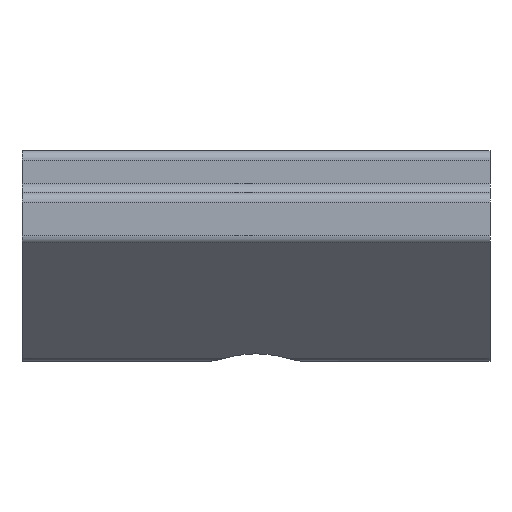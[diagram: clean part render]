
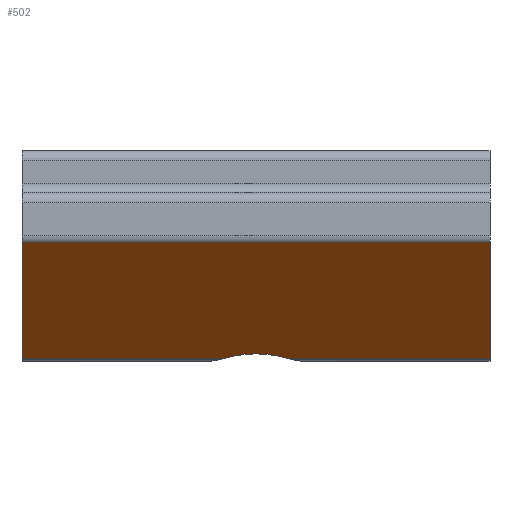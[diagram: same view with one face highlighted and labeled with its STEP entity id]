
A CAD part, left-side view. The second image highlights one B-rep face of the part: STEP entity #502.
In plain terms, the highlighted planar face has unit normal (-0.707, 0, -0.707).
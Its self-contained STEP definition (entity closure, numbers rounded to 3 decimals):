
#4 = DIRECTION ( 'NONE',  ( 0.707, 0., 0.707 ) ) ;
#6 = VERTEX_POINT ( 'NONE', #864 ) ;
#57 = CARTESIAN_POINT ( 'NONE',  ( -2.459, 0., -3.442 ) ) ;
#59 = CARTESIAN_POINT ( 'NONE',  ( -4.841, -5., -1.059 ) ) ;
#62 = VERTEX_POINT ( 'NONE', #668 ) ;
#69 = VECTOR ( 'NONE', #681, 1000. ) ;
#86 = VECTOR ( 'NONE', #621, 1000. ) ;
#146 = CARTESIAN_POINT ( 'NONE',  ( -2.459, 0., -3.442 ) ) ;
#158 = VECTOR ( 'NONE', #190, 1000. ) ;
#190 = DIRECTION ( 'NONE',  ( -0.707, 0., 0.707 ) ) ;
#195 = ORIENTED_EDGE ( 'NONE', *, *, #1318, .F. ) ;
#226 = CARTESIAN_POINT ( 'NONE',  ( -2.425, -0.468, -3.475 ) ) ;
#279 = ORIENTED_EDGE ( 'NONE', *, *, #823, .T. ) ;
#306 = EDGE_LOOP ( 'NONE', ( #501, #195, #279, #1445, #862, #900, #583 ) ) ;
#357 = CARTESIAN_POINT ( 'NONE',  ( -2.459, 0.235, -3.442 ) ) ;
#381 = AXIS2_PLACEMENT_3D ( 'NONE', #1455, #4, #667 ) ;
#392 = LINE ( 'NONE', #833, #86 ) ;
#431 =( BOUNDED_CURVE ( )  B_SPLINE_CURVE ( 3, ( #1038, #357, #1157, #476 ),
 .UNSPECIFIED., .F., .T. ) 
 B_SPLINE_CURVE_WITH_KNOTS ( ( 4, 4 ),
 ( 0., 0.286 ),
 .UNSPECIFIED. ) 
 CURVE ( )  GEOMETRIC_REPRESENTATION_ITEM ( )  RATIONAL_B_SPLINE_CURVE ( ( 1., 0.993, 0.993, 1. ) ) 
 REPRESENTATION_ITEM ( '' )  );
#436 = VERTEX_POINT ( 'NONE', #449 ) ;
#449 = CARTESIAN_POINT ( 'NONE',  ( -2.359, 0.694, -3.541 ) ) ;
#470 = CARTESIAN_POINT ( 'NONE',  ( -2.459, -0.235, -3.442 ) ) ;
#476 = CARTESIAN_POINT ( 'NONE',  ( -2.359, 0.694, -3.541 ) ) ;
#485 = CARTESIAN_POINT ( 'NONE',  ( -2.359, -5., -3.541 ) ) ;
#487 = CARTESIAN_POINT ( 'NONE',  ( -2.359, -0.694, -3.541 ) ) ;
#501 = ORIENTED_EDGE ( 'NONE', *, *, #976, .F. ) ;
#502 = ADVANCED_FACE ( 'NONE', ( #795 ), #1125, .F. ) ;
#583 = ORIENTED_EDGE ( 'NONE', *, *, #1026, .F. ) ;
#601 = EDGE_CURVE ( 'NONE', #6, #1381, #1118, .T. ) ;
#621 = DIRECTION ( 'NONE',  ( 0., 1., 0. ) ) ;
#652 = CARTESIAN_POINT ( 'NONE',  ( -2.359, -5., -3.541 ) ) ;
#667 = DIRECTION ( 'NONE',  ( 0.707, 0., -0.707 ) ) ;
#668 = CARTESIAN_POINT ( 'NONE',  ( -4.841, -5., -1.059 ) ) ;
#681 = DIRECTION ( 'NONE',  ( -0.707, 0., 0.707 ) ) ;
#746 = VERTEX_POINT ( 'NONE', #57 ) ;
#795 = FACE_OUTER_BOUND ( 'NONE', #306, .T. ) ;
#823 = EDGE_CURVE ( 'NONE', #1237, #62, #1270, .T. ) ;
#833 = CARTESIAN_POINT ( 'NONE',  ( -2.359, -5., -3.541 ) ) ;
#862 = ORIENTED_EDGE ( 'NONE', *, *, #601, .F. ) ;
#864 = CARTESIAN_POINT ( 'NONE',  ( -2.359, 5., -3.541 ) ) ;
#870 = VECTOR ( 'NONE', #985, 1000. ) ;
#873 = CARTESIAN_POINT ( 'NONE',  ( -2.359, -0.694, -3.541 ) ) ;
#886 = LINE ( 'NONE', #1071, #959 ) ;
#900 = ORIENTED_EDGE ( 'NONE', *, *, #1372, .F. ) ;
#925 = CARTESIAN_POINT ( 'NONE',  ( -2.359, 5., -3.541 ) ) ;
#959 = VECTOR ( 'NONE', #1090, 1000. ) ;
#976 = EDGE_CURVE ( 'NONE', #1405, #746, #1016, .T. ) ;
#985 = DIRECTION ( 'NONE',  ( 0., -1., 0. ) ) ;
#1016 =( BOUNDED_CURVE ( )  B_SPLINE_CURVE ( 3, ( #487, #226, #470, #146 ),
 .UNSPECIFIED., .F., .T. ) 
 B_SPLINE_CURVE_WITH_KNOTS ( ( 4, 4 ),
 ( 5.997, 6.283 ),
 .UNSPECIFIED. ) 
 CURVE ( )  GEOMETRIC_REPRESENTATION_ITEM ( )  RATIONAL_B_SPLINE_CURVE ( ( 1., 0.993, 0.993, 1. ) ) 
 REPRESENTATION_ITEM ( '' )  );
#1026 = EDGE_CURVE ( 'NONE', #746, #436, #431, .T. ) ;
#1038 = CARTESIAN_POINT ( 'NONE',  ( -2.459, 0., -3.442 ) ) ;
#1071 = CARTESIAN_POINT ( 'NONE',  ( -2.359, -5., -3.541 ) ) ;
#1090 = DIRECTION ( 'NONE',  ( 0., 1., 0. ) ) ;
#1118 = LINE ( 'NONE', #925, #69 ) ;
#1125 = PLANE ( 'NONE',  #381 ) ;
#1157 = CARTESIAN_POINT ( 'NONE',  ( -2.425, 0.468, -3.475 ) ) ;
#1171 = LINE ( 'NONE', #59, #870 ) ;
#1237 = VERTEX_POINT ( 'NONE', #485 ) ;
#1270 = LINE ( 'NONE', #652, #158 ) ;
#1306 = CARTESIAN_POINT ( 'NONE',  ( -4.841, 5., -1.059 ) ) ;
#1318 = EDGE_CURVE ( 'NONE', #1237, #1405, #392, .T. ) ;
#1372 = EDGE_CURVE ( 'NONE', #436, #6, #886, .T. ) ;
#1381 = VERTEX_POINT ( 'NONE', #1306 ) ;
#1398 = EDGE_CURVE ( 'NONE', #1381, #62, #1171, .T. ) ;
#1405 = VERTEX_POINT ( 'NONE', #873 ) ;
#1445 = ORIENTED_EDGE ( 'NONE', *, *, #1398, .F. ) ;
#1455 = CARTESIAN_POINT ( 'NONE',  ( -2.3, -5., -3.6 ) ) ;
